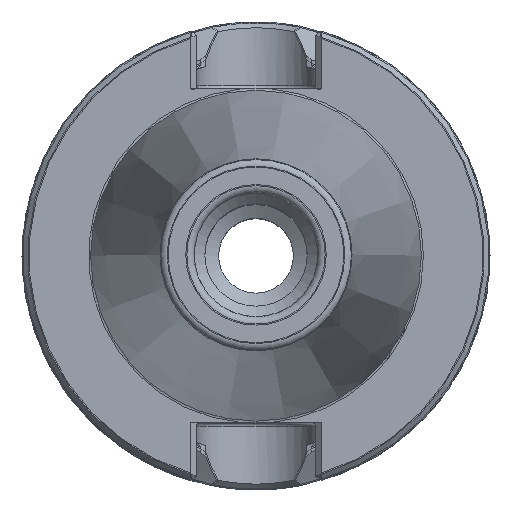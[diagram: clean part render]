
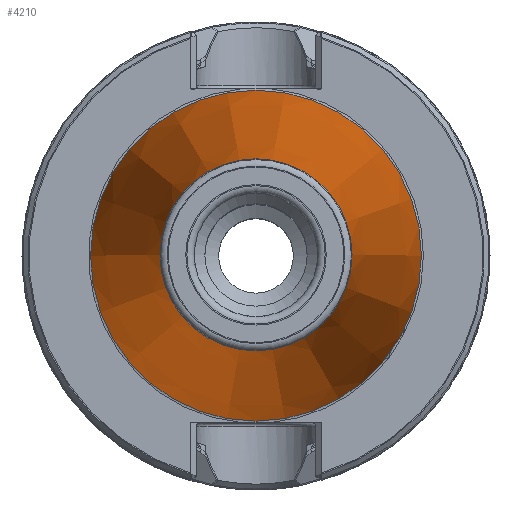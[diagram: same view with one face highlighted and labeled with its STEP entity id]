
A CAD part, top view. The second image highlights one B-rep face of the part: STEP entity #4210.
In plain terms, the highlighted conical face has half-angle 8.297 degrees and reference radius 12.867 mm.
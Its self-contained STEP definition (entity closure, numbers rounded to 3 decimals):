
#462=CONICAL_SURFACE('',#4528,12.867,0.145);
#997=ORIENTED_EDGE('',*,*,#1551,.T.);
#998=ORIENTED_EDGE('',*,*,#1552,.T.);
#1551=EDGE_CURVE('',#1883,#1883,#2089,.F.);
#1552=EDGE_CURVE('',#1884,#1884,#2090,.T.);
#1883=VERTEX_POINT('',#6247);
#1884=VERTEX_POINT('',#6250);
#2089=CIRCLE('',#4527,12.992);
#2090=CIRCLE('',#4529,22.375);
#2323=EDGE_LOOP('',(#997));
#2324=EDGE_LOOP('',(#998));
#2599=FACE_BOUND('',#2323,.T.);
#2600=FACE_BOUND('',#2324,.T.);
#4210=ADVANCED_FACE('',(#2599,#2600),#462,.T.);
#4527=AXIS2_PLACEMENT_3D('',#6246,#5197,#5198);
#4528=AXIS2_PLACEMENT_3D('',#6248,#5199,#5200);
#4529=AXIS2_PLACEMENT_3D('',#6249,#5201,#5202);
#5197=DIRECTION('',(0.,0.,1.));
#5198=DIRECTION('',(1.,0.,0.));
#5199=DIRECTION('',(0.,0.,-1.));
#5200=DIRECTION('',(-1.,0.,0.));
#5201=DIRECTION('',(0.,0.,1.));
#5202=DIRECTION('',(1.,0.,0.));
#6246=CARTESIAN_POINT('',(0.,0.,64.744));
#6247=CARTESIAN_POINT('',(12.992,0.,64.744));
#6248=CARTESIAN_POINT('',(0.,0.,65.6));
#6249=CARTESIAN_POINT('',(0.,0.,0.4));
#6250=CARTESIAN_POINT('',(22.375,0.,0.4));
